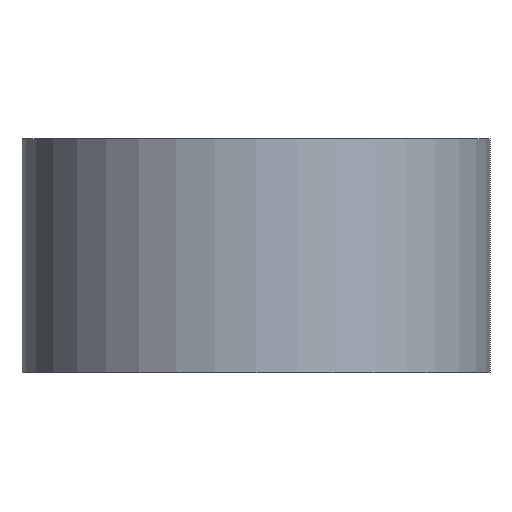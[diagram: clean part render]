
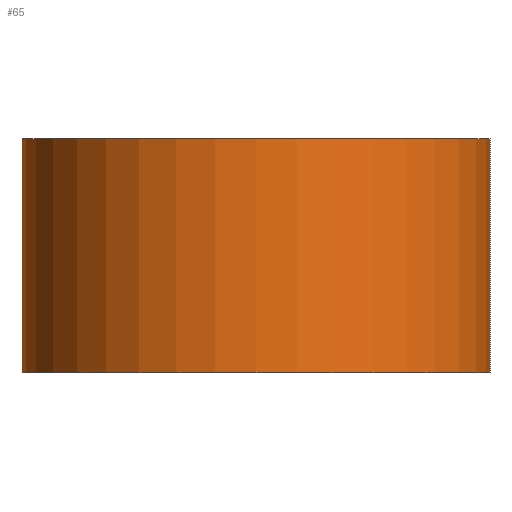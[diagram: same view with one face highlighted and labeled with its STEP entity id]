
A CAD part, front view. The second image highlights one B-rep face of the part: STEP entity #65.
In plain terms, the highlighted cylindrical face has radius 5 mm (diameter 10 mm), a partial arc.
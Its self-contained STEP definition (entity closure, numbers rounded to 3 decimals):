
#7 = ORIENTED_EDGE ( 'NONE', *, *, #203, .T. ) ;
#8 = VERTEX_POINT ( 'NONE', #144 ) ;
#9 = EDGE_CURVE ( 'NONE', #50, #210, #104, .T. ) ;
#11 = CIRCLE ( 'NONE', #177, 5. ) ;
#13 = FACE_OUTER_BOUND ( 'NONE', #45, .T. ) ;
#15 = LINE ( 'NONE', #153, #143 ) ;
#17 = ORIENTED_EDGE ( 'NONE', *, *, #199, .F. ) ;
#20 = ORIENTED_EDGE ( 'NONE', *, *, #37, .F. ) ;
#29 = CYLINDRICAL_SURFACE ( 'NONE', #152, 5. ) ;
#34 = DIRECTION ( 'NONE',  ( 1., 0., 0. ) ) ;
#37 = EDGE_CURVE ( 'NONE', #8, #200, #11, .T. ) ;
#45 = EDGE_LOOP ( 'NONE', ( #17, #20, #7, #129 ) ) ;
#50 = VERTEX_POINT ( 'NONE', #161 ) ;
#58 = VECTOR ( 'NONE', #126, 1000. ) ;
#62 = DIRECTION ( 'NONE',  ( 0., 0., 1. ) ) ;
#65 = ADVANCED_FACE ( 'NONE', ( #13 ), #29, .T. ) ;
#100 = LINE ( 'NONE', #139, #58 ) ;
#104 = CIRCLE ( 'NONE', #181, 5. ) ;
#121 = CARTESIAN_POINT ( 'NONE',  ( 0., 0., 0. ) ) ;
#126 = DIRECTION ( 'NONE',  ( 0., 0., -1. ) ) ;
#129 = ORIENTED_EDGE ( 'NONE', *, *, #9, .T. ) ;
#139 = CARTESIAN_POINT ( 'NONE',  ( -5., 0., 5. ) ) ;
#143 = VECTOR ( 'NONE', #169, 1000. ) ;
#144 = CARTESIAN_POINT ( 'NONE',  ( -5., 0., 5. ) ) ;
#151 = DIRECTION ( 'NONE',  ( 0., 0., 1. ) ) ;
#152 = AXIS2_PLACEMENT_3D ( 'NONE', #158, #170, #156 ) ;
#153 = CARTESIAN_POINT ( 'NONE',  ( 5., 0., 5. ) ) ;
#155 = CARTESIAN_POINT ( 'NONE',  ( 5., 0., 5. ) ) ;
#156 = DIRECTION ( 'NONE',  ( -1., 0., 0. ) ) ;
#157 = CARTESIAN_POINT ( 'NONE',  ( 5., 0., 0. ) ) ;
#158 = CARTESIAN_POINT ( 'NONE',  ( 0., 0., 5. ) ) ;
#161 = CARTESIAN_POINT ( 'NONE',  ( -5., 0., 0. ) ) ;
#166 = CARTESIAN_POINT ( 'NONE',  ( 0., 0., 5. ) ) ;
#167 = DIRECTION ( 'NONE',  ( 1., 0., 0. ) ) ;
#169 = DIRECTION ( 'NONE',  ( 0., 0., -1. ) ) ;
#170 = DIRECTION ( 'NONE',  ( 0., 0., -1. ) ) ;
#177 = AXIS2_PLACEMENT_3D ( 'NONE', #166, #151, #167 ) ;
#181 = AXIS2_PLACEMENT_3D ( 'NONE', #121, #62, #34 ) ;
#199 = EDGE_CURVE ( 'NONE', #200, #210, #15, .T. ) ;
#200 = VERTEX_POINT ( 'NONE', #155 ) ;
#203 = EDGE_CURVE ( 'NONE', #8, #50, #100, .T. ) ;
#210 = VERTEX_POINT ( 'NONE', #157 ) ;
